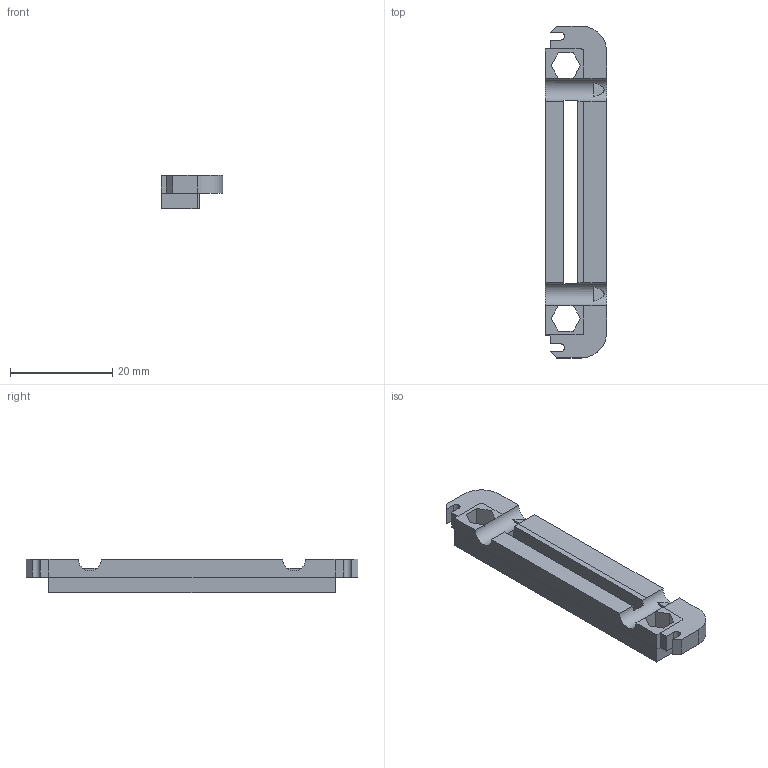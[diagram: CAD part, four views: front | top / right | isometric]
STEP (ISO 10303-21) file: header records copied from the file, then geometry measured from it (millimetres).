
FILE_DESCRIPTION(('FreeCAD Model'),'2;1');
FILE_NAME('Open CASCADE Shape Model','2024-05-05T00:54:47',(''),(''), 'Open CASCADE STEP processor 7.6','FreeCAD','Unknown');
FILE_SCHEMA(('AUTOMOTIVE_DESIGN { 1 0 10303 214 1 1 1 1 }'));
Length unit declared in the file: millimetre
Products named in the file (4): Part; LCS_Origin; Body; LCS_Front
Assembly tree (3 placements, depth 2):
  Part
    LCS_Origin
    Body
    LCS_Front
Bounding box: 12 x 65 x 6.5 mm (x, y, z)
Volume: 2786.4 mm3; surface area: 2902.7 mm2
Topology: 1 solids, 1 shells, 55 faces, 160 edges, 106 vertices
Faces by surface type: plane 47, cylinder 8
Entity records: 1899 total; most frequent: CARTESIAN_POINT 325, ORIENTED_EDGE 320, DIRECTION 308, EDGE_CURVE 160, LINE 130, VECTOR 130, VERTEX_POINT 106, AXIS2_PLACEMENT_3D 89
